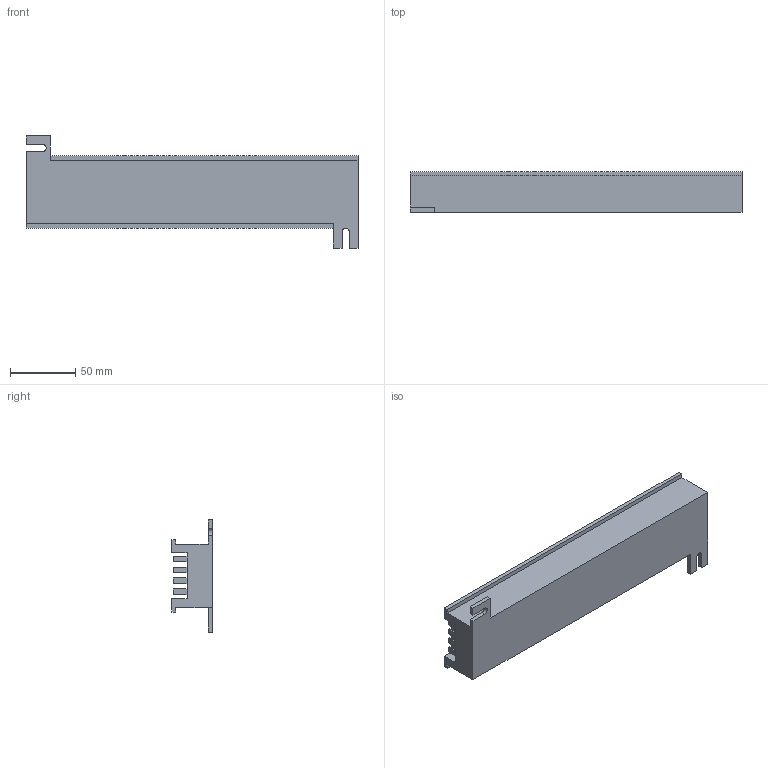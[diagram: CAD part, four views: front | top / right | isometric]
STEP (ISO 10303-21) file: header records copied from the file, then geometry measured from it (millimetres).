
FILE_DESCRIPTION (( 'STEP AP203' ), '1' );
FILE_NAME ('S66M1-50-C5.STEP', '2006-06-30T18:51:21', ( ' ' ), ( ' ' ), 'SwSTEP 2.0', 'SolidWorks 2005354', '' );
FILE_SCHEMA (( 'CONFIG_CONTROL_DESIGN' ));
Length unit declared in the file: inch
Products named in the file (1): S66M1-50-C5
Bounding box: 254 x 30.99 x 85.85 mm (x, y, z)
Volume: 301310.2 mm3; surface area: 86859.6 mm2
Topology: 1 solids, 1 shells, 1428 faces, 3438 edges, 2292 vertices
Faces by surface type: plane 1426, cylinder 2
Entity records: 40725 total; most frequent: CARTESIAN_POINT 7159, ORIENTED_EDGE 6876, DIRECTION 6300, EDGE_CURVE 3438, VECTOR 3434, LINE 3434, VERTEX_POINT 2292, EDGE_LOOP 1708
